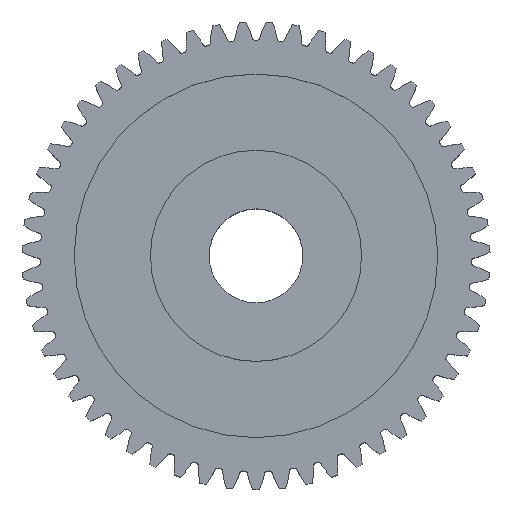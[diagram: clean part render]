
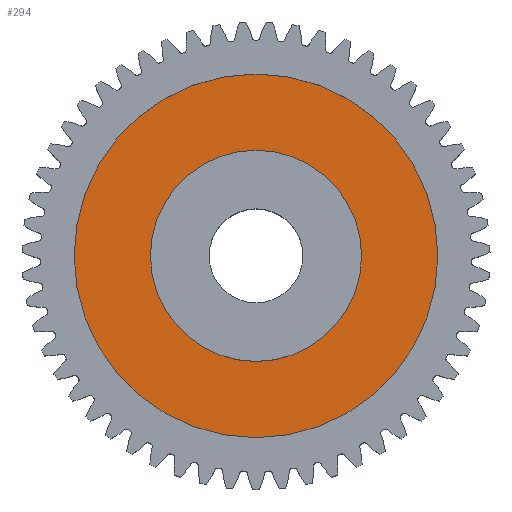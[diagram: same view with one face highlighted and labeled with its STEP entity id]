
A CAD part, top view. The second image highlights one B-rep face of the part: STEP entity #294.
In plain terms, the highlighted planar face has unit normal (0, 0, 1).
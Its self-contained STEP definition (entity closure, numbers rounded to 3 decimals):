
#293 = ORIENTED_EDGE ( 'NONE', *, *, #568, .T. ) ;
#294 = ADVANCED_FACE ( 'NONE', ( #4695, #4698 ), #4694, .F. ) ;
#297 = EDGE_LOOP ( 'NONE', ( #298, #301 ) ) ;
#298 = ORIENTED_EDGE ( 'NONE', *, *, #575, .F. ) ;
#301 = ORIENTED_EDGE ( 'NONE', *, *, #741, .F. ) ;
#568 = EDGE_CURVE ( 'NONE', #758, #755, #5185, .T. ) ;
#573 = ORIENTED_EDGE ( 'NONE', *, *, #641, .T. ) ;
#574 = EDGE_LOOP ( 'NONE', ( #573, #293 ) ) ;
#575 = EDGE_CURVE ( 'NONE', #771, #772, #5180, .T. ) ;
#641 = EDGE_CURVE ( 'NONE', #755, #758, #5552, .T. ) ;
#741 = EDGE_CURVE ( 'NONE', #772, #771, #5774, .T. ) ;
#755 = VERTEX_POINT ( 'NONE', #5858 ) ;
#758 = VERTEX_POINT ( 'NONE', #5859 ) ;
#771 = VERTEX_POINT ( 'NONE', #5766 ) ;
#772 = VERTEX_POINT ( 'NONE', #5718 ) ;
#4690 = DIRECTION ( 'NONE',  ( -1., 0., 0. ) ) ;
#4691 = DIRECTION ( 'NONE',  ( 0., 0., -1. ) ) ;
#4692 = CARTESIAN_POINT ( 'NONE',  ( 0., 0., 4. ) ) ;
#4693 = AXIS2_PLACEMENT_3D ( 'NONE', #4692, #4691, #4690 ) ;
#4694 = PLANE ( 'NONE',  #4693 ) ;
#4695 = FACE_BOUND ( 'NONE', #574, .T. ) ;
#4698 = FACE_OUTER_BOUND ( 'NONE', #297, .T. ) ;
#5180 = CIRCLE ( 'NONE', #5215, 15.5 ) ;
#5185 = CIRCLE ( 'NONE', #5226, 9. ) ;
#5194 = CARTESIAN_POINT ( 'NONE',  ( 0., 0., 4. ) ) ;
#5212 = DIRECTION ( 'NONE',  ( -1., 0., 0. ) ) ;
#5213 = DIRECTION ( 'NONE',  ( 0., 0., -1. ) ) ;
#5214 = CARTESIAN_POINT ( 'NONE',  ( 0., 0., 4. ) ) ;
#5215 = AXIS2_PLACEMENT_3D ( 'NONE', #5214, #5213, #5212 ) ;
#5224 = DIRECTION ( 'NONE',  ( -1., 0., 0. ) ) ;
#5225 = DIRECTION ( 'NONE',  ( 0., 0., -1. ) ) ;
#5226 = AXIS2_PLACEMENT_3D ( 'NONE', #5194, #5225, #5224 ) ;
#5420 = DIRECTION ( 'NONE',  ( -1., 0., 0. ) ) ;
#5421 = DIRECTION ( 'NONE',  ( 0., 0., -1. ) ) ;
#5422 = CARTESIAN_POINT ( 'NONE',  ( 0., 0., 4. ) ) ;
#5423 = AXIS2_PLACEMENT_3D ( 'NONE', #5422, #5421, #5420 ) ;
#5552 = CIRCLE ( 'NONE', #5423, 9. ) ;
#5718 = CARTESIAN_POINT ( 'NONE',  ( 15.5, 0., 4. ) ) ;
#5766 = CARTESIAN_POINT ( 'NONE',  ( -15.5, 0., 4. ) ) ;
#5774 = CIRCLE ( 'NONE', #5814, 15.5 ) ;
#5806 = DIRECTION ( 'NONE',  ( -1., 0., 0. ) ) ;
#5807 = DIRECTION ( 'NONE',  ( 0., 0., -1. ) ) ;
#5808 = CARTESIAN_POINT ( 'NONE',  ( 0., 0., 4. ) ) ;
#5814 = AXIS2_PLACEMENT_3D ( 'NONE', #5808, #5807, #5806 ) ;
#5858 = CARTESIAN_POINT ( 'NONE',  ( -9., 0., 4. ) ) ;
#5859 = CARTESIAN_POINT ( 'NONE',  ( 9., 0., 4. ) ) ;
